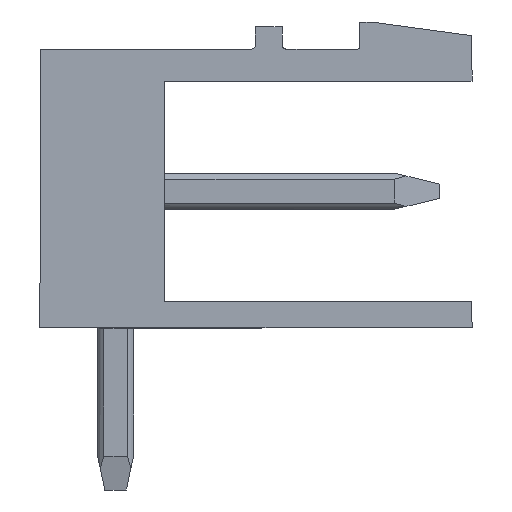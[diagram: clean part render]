
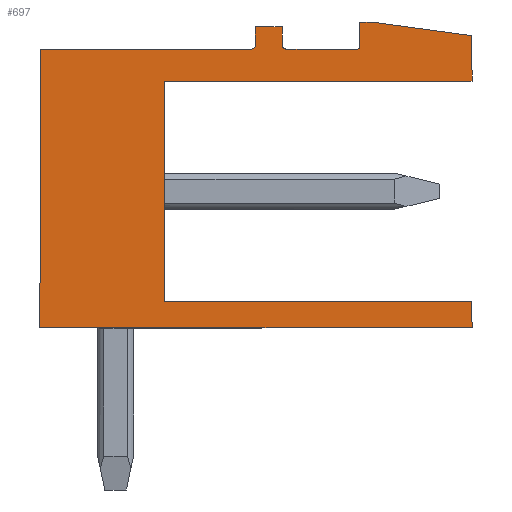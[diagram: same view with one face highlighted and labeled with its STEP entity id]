
A CAD part, left-side view. The second image highlights one B-rep face of the part: STEP entity #697.
In plain terms, the highlighted planar face has unit normal (-1, 0, 0).
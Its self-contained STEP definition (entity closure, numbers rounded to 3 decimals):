
#573=AXIS2_PLACEMENT_3D('Plane Axis2P3D',#570,#571,#572) ;
#619=AXIS2_PLACEMENT_3D('Circle Axis2P3D',#617,#618,$) ;
#647=AXIS2_PLACEMENT_3D('Circle Axis2P3D',#645,#646,$) ;
#49=CARTESIAN_POINT('Vertex',(0.,8.55,5.23)) ;
#52=CARTESIAN_POINT('Line Origine',(0.,4.275,5.23)) ;
#56=CARTESIAN_POINT('Vertex',(0.,0.,5.23)) ;
#224=CARTESIAN_POINT('Vertex',(0.,8.55,11.36)) ;
#227=CARTESIAN_POINT('Line Origine',(0.,8.55,8.295)) ;
#570=CARTESIAN_POINT('Axis2P3D Location',(0.,0.,1.3)) ;
#575=CARTESIAN_POINT('Line Origine',(0.,4.275,11.36)) ;
#579=CARTESIAN_POINT('Vertex',(0.,0.,11.36)) ;
#582=CARTESIAN_POINT('Line Origine',(0.,0.,11.99)) ;
#586=CARTESIAN_POINT('Vertex',(0.,0.,12.62)) ;
#589=CARTESIAN_POINT('Line Origine',(0.,1.4,12.81)) ;
#593=CARTESIAN_POINT('Vertex',(0.,2.8,13.)) ;
#596=CARTESIAN_POINT('Line Origine',(0.,2.96,13.)) ;
#600=CARTESIAN_POINT('Vertex',(0.,3.12,13.)) ;
#603=CARTESIAN_POINT('Line Origine',(0.,3.12,12.625)) ;
#607=CARTESIAN_POINT('Vertex',(0.,3.12,12.25)) ;
#610=CARTESIAN_POINT('Line Origine',(0.,4.145,12.25)) ;
#614=CARTESIAN_POINT('Vertex',(0.,5.17,12.25)) ;
#617=CARTESIAN_POINT('Axis2P3D Location',(0.,5.17,12.35)) ;
#621=CARTESIAN_POINT('Vertex',(0.,5.27,12.35)) ;
#624=CARTESIAN_POINT('Line Origine',(0.,5.27,12.61)) ;
#628=CARTESIAN_POINT('Vertex',(0.,5.27,12.87)) ;
#631=CARTESIAN_POINT('Line Origine',(0.,5.645,12.87)) ;
#635=CARTESIAN_POINT('Vertex',(0.,6.02,12.87)) ;
#638=CARTESIAN_POINT('Line Origine',(0.,6.02,12.61)) ;
#642=CARTESIAN_POINT('Vertex',(0.,6.02,12.35)) ;
#645=CARTESIAN_POINT('Axis2P3D Location',(0.,6.12,12.35)) ;
#649=CARTESIAN_POINT('Vertex',(0.,6.12,12.25)) ;
#652=CARTESIAN_POINT('Line Origine',(0.,9.06,12.25)) ;
#656=CARTESIAN_POINT('Vertex',(0.,12.,12.25)) ;
#659=CARTESIAN_POINT('Line Origine',(0.,12.,8.375)) ;
#663=CARTESIAN_POINT('Vertex',(0.,12.,4.5)) ;
#666=CARTESIAN_POINT('Line Origine',(0.,6.,4.5)) ;
#670=CARTESIAN_POINT('Vertex',(0.,0.,4.5)) ;
#673=CARTESIAN_POINT('Line Origine',(0.,0.,4.865)) ;
#53=DIRECTION('Vector Direction',(0.,1.,0.)) ;
#228=DIRECTION('Vector Direction',(0.,0.,-1.)) ;
#571=DIRECTION('Axis2P3D Direction',(-1.,0.,0.)) ;
#572=DIRECTION('Axis2P3D XDirection',(0.,0.,1.)) ;
#576=DIRECTION('Vector Direction',(0.,-1.,0.)) ;
#583=DIRECTION('Vector Direction',(0.,0.,1.)) ;
#590=DIRECTION('Vector Direction',(0.,0.991,0.134)) ;
#597=DIRECTION('Vector Direction',(0.,1.,0.)) ;
#604=DIRECTION('Vector Direction',(0.,0.,-1.)) ;
#611=DIRECTION('Vector Direction',(0.,1.,0.)) ;
#618=DIRECTION('Axis2P3D Direction',(-1.,0.,0.)) ;
#625=DIRECTION('Vector Direction',(0.,0.,1.)) ;
#632=DIRECTION('Vector Direction',(0.,1.,0.)) ;
#639=DIRECTION('Vector Direction',(0.,0.,-1.)) ;
#646=DIRECTION('Axis2P3D Direction',(-1.,0.,0.)) ;
#653=DIRECTION('Vector Direction',(0.,1.,0.)) ;
#660=DIRECTION('Vector Direction',(0.,0.,-1.)) ;
#667=DIRECTION('Vector Direction',(0.,1.,0.)) ;
#674=DIRECTION('Vector Direction',(0.,0.,-1.)) ;
#54=VECTOR('Line Direction',#53,1.) ;
#229=VECTOR('Line Direction',#228,1.) ;
#577=VECTOR('Line Direction',#576,1.) ;
#584=VECTOR('Line Direction',#583,1.) ;
#591=VECTOR('Line Direction',#590,1.) ;
#598=VECTOR('Line Direction',#597,1.) ;
#605=VECTOR('Line Direction',#604,1.) ;
#612=VECTOR('Line Direction',#611,1.) ;
#626=VECTOR('Line Direction',#625,1.) ;
#633=VECTOR('Line Direction',#632,1.) ;
#640=VECTOR('Line Direction',#639,1.) ;
#654=VECTOR('Line Direction',#653,1.) ;
#661=VECTOR('Line Direction',#660,1.) ;
#668=VECTOR('Line Direction',#667,1.) ;
#675=VECTOR('Line Direction',#674,1.) ;
#679=ORIENTED_EDGE('',*,*,#58,.T.) ;
#680=ORIENTED_EDGE('',*,*,#231,.T.) ;
#681=ORIENTED_EDGE('',*,*,#581,.T.) ;
#682=ORIENTED_EDGE('',*,*,#588,.T.) ;
#683=ORIENTED_EDGE('',*,*,#595,.T.) ;
#684=ORIENTED_EDGE('',*,*,#602,.T.) ;
#685=ORIENTED_EDGE('',*,*,#609,.T.) ;
#686=ORIENTED_EDGE('',*,*,#616,.T.) ;
#687=ORIENTED_EDGE('',*,*,#623,.T.) ;
#688=ORIENTED_EDGE('',*,*,#630,.T.) ;
#689=ORIENTED_EDGE('',*,*,#637,.T.) ;
#690=ORIENTED_EDGE('',*,*,#644,.T.) ;
#691=ORIENTED_EDGE('',*,*,#651,.T.) ;
#692=ORIENTED_EDGE('',*,*,#658,.T.) ;
#693=ORIENTED_EDGE('',*,*,#665,.T.) ;
#694=ORIENTED_EDGE('',*,*,#672,.T.) ;
#695=ORIENTED_EDGE('',*,*,#677,.T.) ;
#697=ADVANCED_FACE('Housing',(#696),#574,.T.) ;
#620=CIRCLE('generated circle',#619,0.1) ;
#648=CIRCLE('generated circle',#647,0.1) ;
#58=EDGE_CURVE('',#57,#50,#55,.T.) ;
#231=EDGE_CURVE('',#50,#225,#230,.F.) ;
#581=EDGE_CURVE('',#225,#580,#578,.T.) ;
#588=EDGE_CURVE('',#580,#587,#585,.T.) ;
#595=EDGE_CURVE('',#587,#594,#592,.T.) ;
#602=EDGE_CURVE('',#594,#601,#599,.T.) ;
#609=EDGE_CURVE('',#601,#608,#606,.T.) ;
#616=EDGE_CURVE('',#608,#615,#613,.T.) ;
#623=EDGE_CURVE('',#615,#622,#620,.F.) ;
#630=EDGE_CURVE('',#622,#629,#627,.T.) ;
#637=EDGE_CURVE('',#629,#636,#634,.T.) ;
#644=EDGE_CURVE('',#636,#643,#641,.T.) ;
#651=EDGE_CURVE('',#643,#650,#648,.F.) ;
#658=EDGE_CURVE('',#650,#657,#655,.T.) ;
#665=EDGE_CURVE('',#657,#664,#662,.T.) ;
#672=EDGE_CURVE('',#664,#671,#669,.F.) ;
#677=EDGE_CURVE('',#671,#57,#676,.F.) ;
#678=EDGE_LOOP('',(#679,#680,#681,#682,#683,#684,#685,#686,#687,#688,#689,#690,#691,#692,#693,#694,#695)) ;
#696=FACE_OUTER_BOUND('',#678,.T.) ;
#55=LINE('Line',#52,#54) ;
#230=LINE('Line',#227,#229) ;
#578=LINE('Line',#575,#577) ;
#585=LINE('Line',#582,#584) ;
#592=LINE('Line',#589,#591) ;
#599=LINE('Line',#596,#598) ;
#606=LINE('Line',#603,#605) ;
#613=LINE('Line',#610,#612) ;
#627=LINE('Line',#624,#626) ;
#634=LINE('Line',#631,#633) ;
#641=LINE('Line',#638,#640) ;
#655=LINE('Line',#652,#654) ;
#662=LINE('Line',#659,#661) ;
#669=LINE('Line',#666,#668) ;
#676=LINE('Line',#673,#675) ;
#574=PLANE('',#573) ;
#50=VERTEX_POINT('',#49) ;
#57=VERTEX_POINT('',#56) ;
#225=VERTEX_POINT('',#224) ;
#580=VERTEX_POINT('',#579) ;
#587=VERTEX_POINT('',#586) ;
#594=VERTEX_POINT('',#593) ;
#601=VERTEX_POINT('',#600) ;
#608=VERTEX_POINT('',#607) ;
#615=VERTEX_POINT('',#614) ;
#622=VERTEX_POINT('',#621) ;
#629=VERTEX_POINT('',#628) ;
#636=VERTEX_POINT('',#635) ;
#643=VERTEX_POINT('',#642) ;
#650=VERTEX_POINT('',#649) ;
#657=VERTEX_POINT('',#656) ;
#664=VERTEX_POINT('',#663) ;
#671=VERTEX_POINT('',#670) ;
